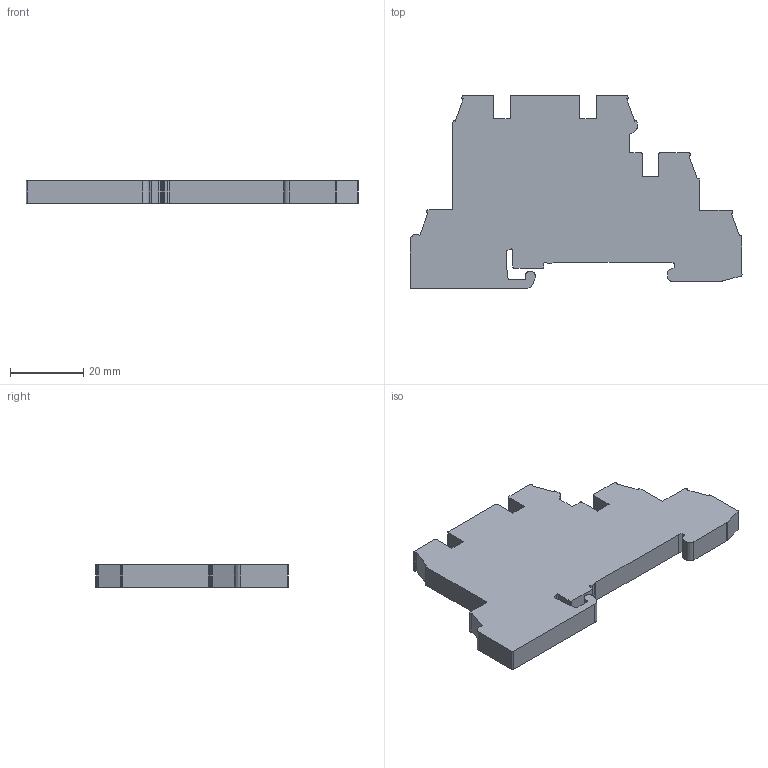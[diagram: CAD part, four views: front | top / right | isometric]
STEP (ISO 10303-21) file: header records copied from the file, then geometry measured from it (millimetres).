
FILE_DESCRIPTION(/* description */ (''),/* implementation_level */ '2;1');
FILE_NAME(/* name */ '99100.5_DLI 2,5 PE-L-L.stp',/* time_stamp */ '2020-04-17T17:34:44+02:00',/* author */ (''),/* organization */ (''),/* preprocessor_version */ 'ST-DEVELOPER v16.7',/* originating_system */ 'SIEMENS PLM Software NX 12.0',/* authorisation */ '');
FILE_SCHEMA (('AUTOMOTIVE_DESIGN { 1 0 10303 214 3 1 1 1 }'));
Length unit declared in the file: millimetre
Products named in the file (1): scho1404E435xrbf
Bounding box: 90.5 x 52.5 x 6.1 mm (x, y, z)
Volume: 19905.3 mm3; surface area: 8698.5 mm2
Topology: 1 solids, 1 shells, 114 faces, 340 edges, 228 vertices
Faces by surface type: plane 68, extrusion 44, cylinder 2
Entity records: 6384 total; most frequent: CARTESIAN_POINT 3557, ORIENTED_EDGE 680, DIRECTION 389, EDGE_CURVE 340, VECTOR 239, VERTEX_POINT 228, LINE 195, B_SPLINE_CURVE_WITH_KNOTS 185
